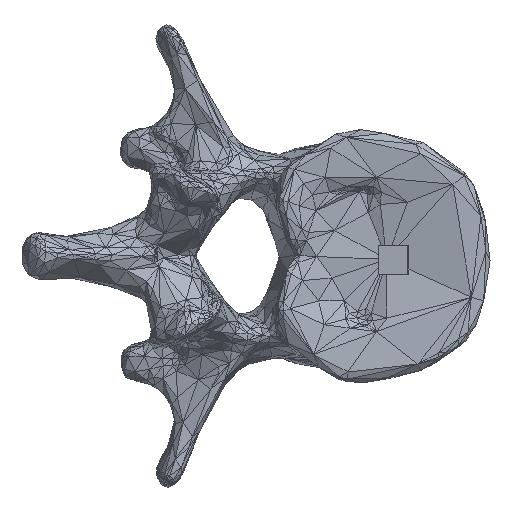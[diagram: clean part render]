
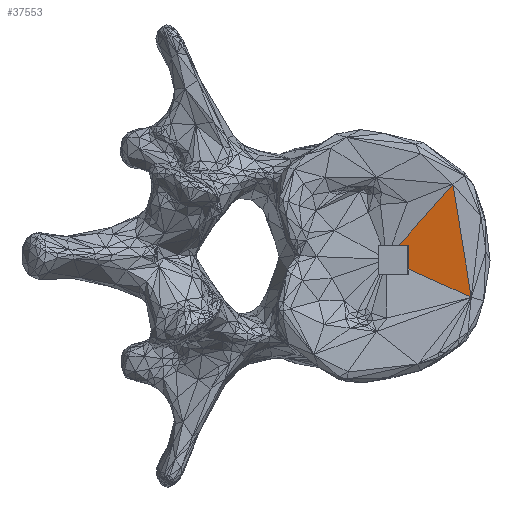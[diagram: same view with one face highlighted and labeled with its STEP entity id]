
A CAD part, left-side view. The second image highlights one B-rep face of the part: STEP entity #37553.
In plain terms, the highlighted planar face has unit normal (-0.991, 0.129, -0.035).
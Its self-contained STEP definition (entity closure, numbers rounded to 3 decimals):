
#1859=FACE_OUTER_BOUND('',#5087,.T.);
#5087=EDGE_LOOP('',(#28324,#28325,#28326,#28327,#28328));
#6472=LINE('',#53516,#11345);
#6476=LINE('',#53524,#11349);
#8385=LINE('',#57342,#13258);
#9351=LINE('',#59276,#14224);
#9352=LINE('',#59278,#14225);
#11345=VECTOR('',#42184,10.);
#11349=VECTOR('',#42190,10.);
#13258=VECTOR('',#46503,19.66);
#14224=VECTOR('',#48749,17.286);
#14225=VECTOR('',#48752,16.017);
#16217=VERTEX_POINT('',#53512);
#16219=VERTEX_POINT('',#53515);
#16222=VERTEX_POINT('',#53523);
#16911=VERTEX_POINT('',#57224);
#16929=VERTEX_POINT('',#57341);
#17863=EDGE_CURVE('',#16219,#16217,#6472,.T.);
#17867=EDGE_CURVE('',#16222,#16219,#6476,.T.);
#19776=EDGE_CURVE('',#16929,#16911,#8385,.T.);
#20742=EDGE_CURVE('',#16911,#16222,#9351,.T.);
#20743=EDGE_CURVE('',#16929,#16217,#9352,.T.);
#28324=ORIENTED_EDGE('',*,*,#17863,.T.);
#28325=ORIENTED_EDGE('',*,*,#20743,.F.);
#28326=ORIENTED_EDGE('',*,*,#19776,.T.);
#28327=ORIENTED_EDGE('',*,*,#20742,.T.);
#28328=ORIENTED_EDGE('',*,*,#17867,.T.);
#34325=PLANE('',#40795);
#37553=ADVANCED_FACE('',(#1859),#34325,.F.);
#40795=AXIS2_PLACEMENT_3D('',#59277,#48750,#48751);
#42184=DIRECTION('',(0.035,-0.001,-0.999));
#42190=DIRECTION('',(-0.129,-0.992,0.));
#46503=DIRECTION('',(-0.014,0.16,0.987));
#48749=DIRECTION('',(0.112,0.658,-0.744));
#48750=DIRECTION('center_axis',(0.991,-0.129,0.035));
#48751=DIRECTION('ref_axis',(0.036,0.,-0.999));
#48752=DIRECTION('',(0.104,0.907,0.408));
#53512=CARTESIAN_POINT('',(1011.794,-100.703,-1.585));
#53515=CARTESIAN_POINT('',(1011.65,-100.698,2.5));
#53516=CARTESIAN_POINT('',(1011.056,-100.678,19.266));
#53523=CARTESIAN_POINT('',(1011.857,-99.105,2.5));
#53524=CARTESIAN_POINT('',(1009.951,-113.735,2.5));
#57224=CARTESIAN_POINT('',(1010.28,-108.358,12.957));
#57341=CARTESIAN_POINT('',(1010.56,-111.502,-6.448));
#57342=CARTESIAN_POINT('',(1010.56,-111.502,-6.448));
#59276=CARTESIAN_POINT('',(1010.28,-108.358,12.957));
#59277=CARTESIAN_POINT('Origin',(1006.505,-131.118,35.765));
#59278=CARTESIAN_POINT('',(1010.56,-111.502,-6.448));
